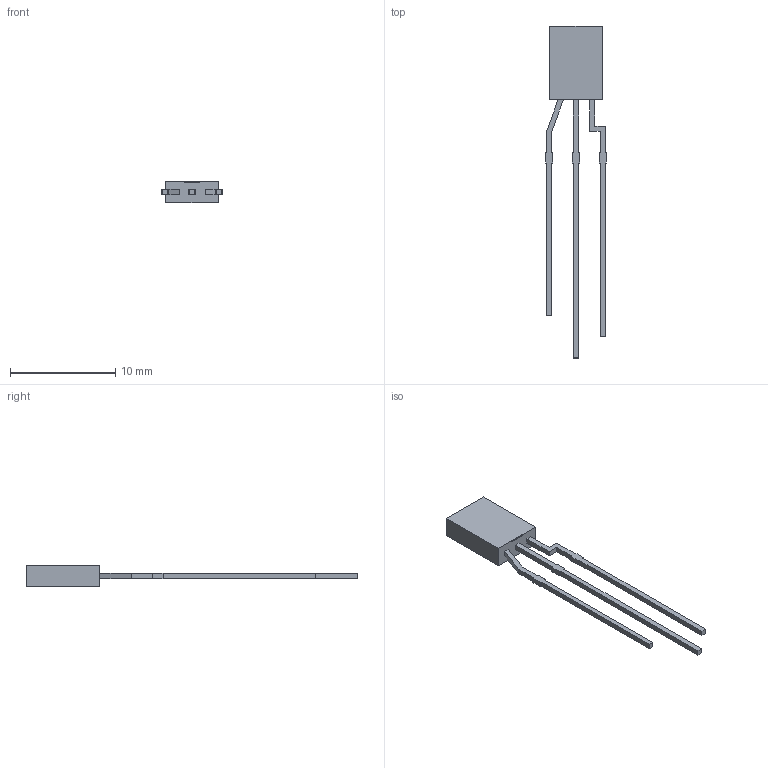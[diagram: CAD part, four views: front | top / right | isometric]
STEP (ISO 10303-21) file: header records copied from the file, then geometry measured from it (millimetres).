
FILE_DESCRIPTION (( 'STEP AP214' ), '1' );
FILE_NAME ('XSxx47.STEP', '2015-09-10T16:49:23', ( '' ), ( '' ), 'SwSTEP 2.0', 'SolidWorks 2012', '' );
FILE_SCHEMA (( 'AUTOMOTIVE_DESIGN' ));
Length unit declared in the file: millimetre
Products named in the file (1): XSxx47
Bounding box: 5.78 x 31.5 x 2 mm (x, y, z)
Volume: 87.4 mm3; surface area: 257 mm2
Topology: 1 solids, 1 shells, 231 faces, 672 edges, 448 vertices
Faces by surface type: plane 163, bspline 68
Entity records: 11981 total; most frequent: CARTESIAN_POINT 4428, ORIENTED_EDGE 1344, DIRECTION 864, EDGE_CURVE 672, VECTOR 536, LINE 536, VERTEX_POINT 448, EDGE_LOOP 236
